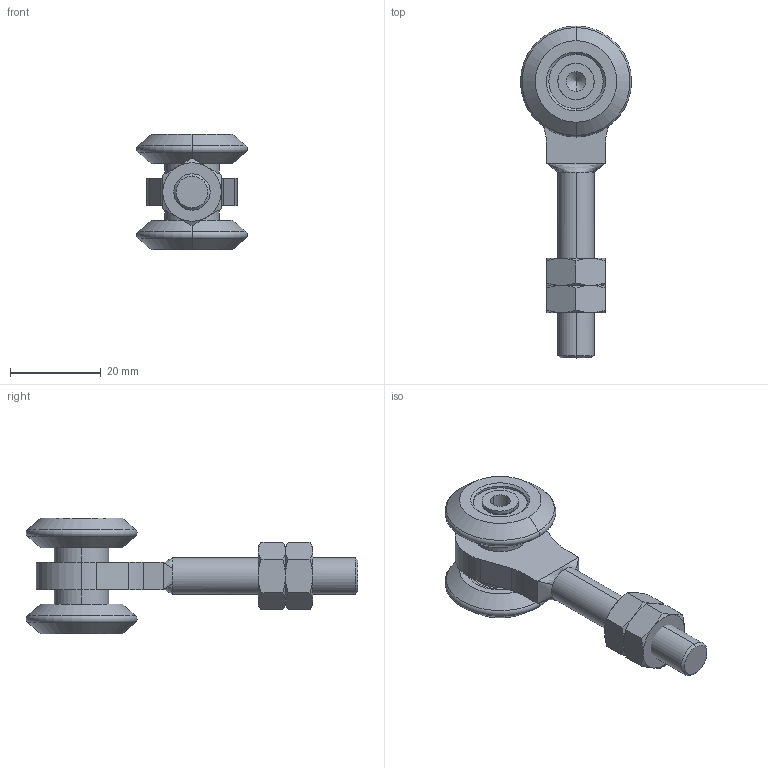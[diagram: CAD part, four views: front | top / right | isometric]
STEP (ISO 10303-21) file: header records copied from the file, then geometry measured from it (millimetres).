
FILE_DESCRIPTION (( 'STEP AP203' ), '1' );
FILE_NAME ('H-07-33x34-info..STEP', '2025-12-11T10:02:36', ( '' ), ( '' ), 'SwSTEP 2.0', 'SolidWorks 2019', '' );
FILE_SCHEMA (( 'CONFIG_CONTROL_DESIGN' ));
Length unit declared in the file: millimetre
Products named in the file (1): H-07-33x34-info.
Bounding box: 24.5 x 73.25 x 25.5 mm (x, y, z)
Volume: 11316.3 mm3; surface area: 8832.3 mm2
Topology: 10 solids, 10 shells, 162 faces, 342 edges, 211 vertices
Faces by surface type: cylinder 61, plane 49, cone 44, bspline 4, torus 4
Entity records: 5091 total; most frequent: CARTESIAN_POINT 1488, DIRECTION 778, ORIENTED_EDGE 680, EDGE_CURVE 340, AXIS2_PLACEMENT_3D 333, VERTEX_POINT 211, EDGE_LOOP 193, CIRCLE 174
